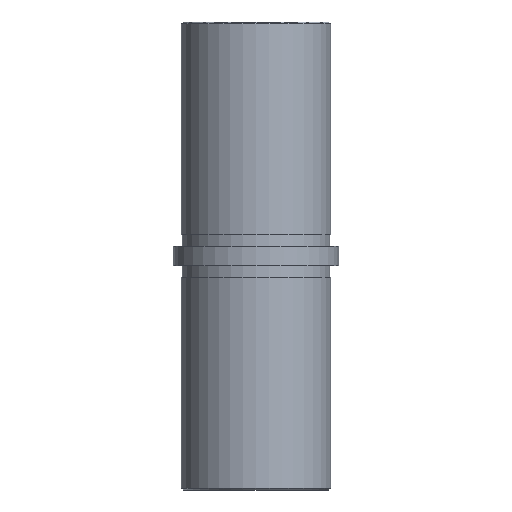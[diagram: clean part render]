
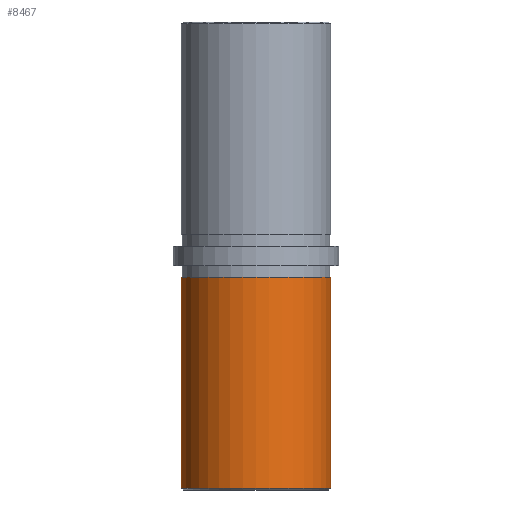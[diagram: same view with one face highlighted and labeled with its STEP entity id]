
A CAD part, front view. The second image highlights one B-rep face of the part: STEP entity #8467.
In plain terms, the highlighted cylindrical face has radius 19.15 mm (diameter 38.3 mm), a partial arc.
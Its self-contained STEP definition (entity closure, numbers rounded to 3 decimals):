
#220 = DIRECTION ( 'NONE',  ( 0., 0., 1. ) ) ;
#433 = AXIS2_PLACEMENT_3D ( 'NONE', #8706, #220, #20608 ) ;
#795 = ORIENTED_EDGE ( 'NONE', *, *, #14650, .F. ) ;
#2365 = DIRECTION ( 'NONE',  ( 0., 0., 1. ) ) ;
#3138 = CARTESIAN_POINT ( 'NONE',  ( -19.15, 0., -59.5 ) ) ;
#4031 = AXIS2_PLACEMENT_3D ( 'NONE', #10727, #2365, #7450 ) ;
#4392 = LINE ( 'NONE', #6033, #7597 ) ;
#4477 = DIRECTION ( 'NONE',  ( 0., 0., 1. ) ) ;
#4901 = CIRCLE ( 'NONE', #4031, 19.15 ) ;
#5066 = EDGE_CURVE ( 'NONE', #19355, #16176, #10921, .T. ) ;
#6033 = CARTESIAN_POINT ( 'NONE',  ( -19.15, 0., -60. ) ) ;
#6975 = CARTESIAN_POINT ( 'NONE',  ( 19.15, 0., -60. ) ) ;
#7450 = DIRECTION ( 'NONE',  ( 1., 0., 0. ) ) ;
#7597 = VECTOR ( 'NONE', #10920, 1000. ) ;
#8237 = CARTESIAN_POINT ( 'NONE',  ( 19.15, 0., -59.5 ) ) ;
#8467 = ADVANCED_FACE ( 'NONE', ( #21775 ), #10066, .T. ) ;
#8599 = DIRECTION ( 'NONE',  ( 0., 0., 1. ) ) ;
#8706 = CARTESIAN_POINT ( 'NONE',  ( 0., 0., -59.5 ) ) ;
#10066 = CYLINDRICAL_SURFACE ( 'NONE', #15854, 19.15 ) ;
#10643 = CARTESIAN_POINT ( 'NONE',  ( -19.15, 0., -5.5 ) ) ;
#10727 = CARTESIAN_POINT ( 'NONE',  ( 0., 0., -5.5 ) ) ;
#10793 = EDGE_CURVE ( 'NONE', #16176, #13362, #21594, .T. ) ;
#10920 = DIRECTION ( 'NONE',  ( 0., 0., 1. ) ) ;
#10921 = CIRCLE ( 'NONE', #433, 19.15 ) ;
#11081 = CARTESIAN_POINT ( 'NONE',  ( 19.15, 0., -5.5 ) ) ;
#12881 = ORIENTED_EDGE ( 'NONE', *, *, #10793, .T. ) ;
#12940 = CARTESIAN_POINT ( 'NONE',  ( 0., 0., -60. ) ) ;
#13362 = VERTEX_POINT ( 'NONE', #11081 ) ;
#14563 = DIRECTION ( 'NONE',  ( -1., 0., 0. ) ) ;
#14650 = EDGE_CURVE ( 'NONE', #19680, #13362, #4901, .T. ) ;
#15854 = AXIS2_PLACEMENT_3D ( 'NONE', #12940, #4477, #14563 ) ;
#16176 = VERTEX_POINT ( 'NONE', #8237 ) ;
#17050 = VECTOR ( 'NONE', #8599, 1000. ) ;
#17127 = EDGE_LOOP ( 'NONE', ( #19465, #12881, #795, #17266 ) ) ;
#17266 = ORIENTED_EDGE ( 'NONE', *, *, #17977, .F. ) ;
#17977 = EDGE_CURVE ( 'NONE', #19355, #19680, #4392, .T. ) ;
#19355 = VERTEX_POINT ( 'NONE', #3138 ) ;
#19465 = ORIENTED_EDGE ( 'NONE', *, *, #5066, .T. ) ;
#19680 = VERTEX_POINT ( 'NONE', #10643 ) ;
#20608 = DIRECTION ( 'NONE',  ( -1., 0., 0. ) ) ;
#21594 = LINE ( 'NONE', #6975, #17050 ) ;
#21775 = FACE_OUTER_BOUND ( 'NONE', #17127, .T. ) ;
